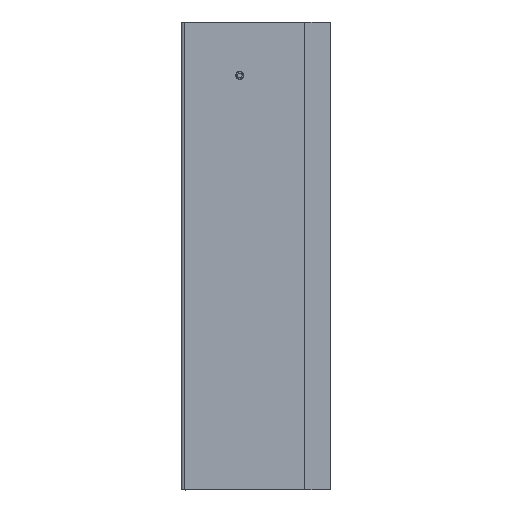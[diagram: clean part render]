
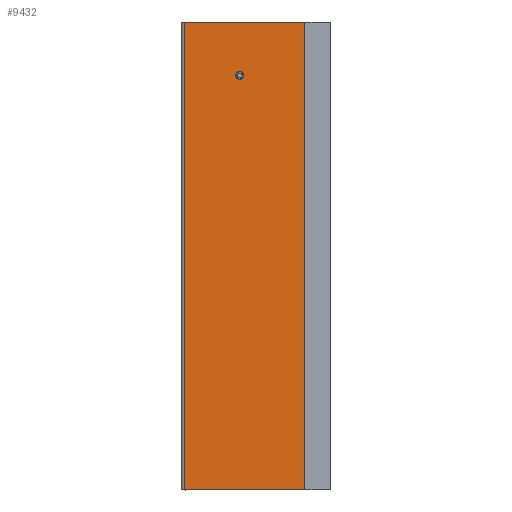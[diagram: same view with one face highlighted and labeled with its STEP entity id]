
A CAD part, left-side view. The second image highlights one B-rep face of the part: STEP entity #9432.
In plain terms, the highlighted planar face has unit normal (-1, 0, 0).
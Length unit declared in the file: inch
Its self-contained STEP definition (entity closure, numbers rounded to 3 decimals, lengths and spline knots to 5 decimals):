
#305 = VERTEX_POINT ( 'NONE', #3877 ) ;
#348 = CARTESIAN_POINT ( 'NONE',  ( -1.75, 0., 4.5 ) ) ;
#1278 = EDGE_LOOP ( 'NONE', ( #7174, #6328, #5889, #13396 ) ) ;
#2263 = DIRECTION ( 'NONE',  ( 0., 0., 1. ) ) ;
#2348 = ORIENTED_EDGE ( 'NONE', *, *, #10356, .F. ) ;
#2940 = EDGE_CURVE ( 'NONE', #3272, #12964, #12374, .T. ) ;
#3272 = VERTEX_POINT ( 'NONE', #6989 ) ;
#3441 = VECTOR ( 'NONE', #4378, 39.37008 ) ;
#3616 = DIRECTION ( 'NONE',  ( 0., 0., -1. ) ) ;
#3641 = DIRECTION ( 'NONE',  ( 0., 1., 0. ) ) ;
#3858 = VERTEX_POINT ( 'NONE', #7299 ) ;
#3877 = CARTESIAN_POINT ( 'NONE',  ( -1.75, 0., 3.5505 ) ) ;
#4216 = FACE_BOUND ( 'NONE', #8483, .T. ) ;
#4271 = CARTESIAN_POINT ( 'NONE',  ( -1.75, 1.065, 4.5 ) ) ;
#4278 = DIRECTION ( 'NONE',  ( -1., 0., 0. ) ) ;
#4378 = DIRECTION ( 'NONE',  ( 0., 0., -1. ) ) ;
#4665 = AXIS2_PLACEMENT_3D ( 'NONE', #14223, #13264, #13326 ) ;
#4699 = CARTESIAN_POINT ( 'NONE',  ( -1.75, -1.25, 4.5 ) ) ;
#5429 = VERTEX_POINT ( 'NONE', #14637 ) ;
#5621 = CIRCLE ( 'NONE', #13900, 0.0785 ) ;
#5670 = DIRECTION ( 'NONE',  ( 1., 0., 0. ) ) ;
#5889 = ORIENTED_EDGE ( 'NONE', *, *, #6284, .F. ) ;
#6284 = EDGE_CURVE ( 'NONE', #3272, #5429, #7819, .T. ) ;
#6328 = ORIENTED_EDGE ( 'NONE', *, *, #7292, .T. ) ;
#6395 = EDGE_CURVE ( 'NONE', #12964, #12948, #11826, .T. ) ;
#6712 = DIRECTION ( 'NONE',  ( 0., 1., 0. ) ) ;
#6950 = VECTOR ( 'NONE', #2263, 39.37008 ) ;
#6989 = CARTESIAN_POINT ( 'NONE',  ( -1.75, -1.25, -4.5 ) ) ;
#7174 = ORIENTED_EDGE ( 'NONE', *, *, #6395, .T. ) ;
#7292 = EDGE_CURVE ( 'NONE', #12948, #5429, #13187, .T. ) ;
#7299 = CARTESIAN_POINT ( 'NONE',  ( -1.75, 0., 3.3935 ) ) ;
#7819 = LINE ( 'NONE', #12340, #8518 ) ;
#7966 = AXIS2_PLACEMENT_3D ( 'NONE', #10087, #5670, #3616 ) ;
#8483 = EDGE_LOOP ( 'NONE', ( #2348, #11035 ) ) ;
#8518 = VECTOR ( 'NONE', #6712, 39.37008 ) ;
#8694 = FACE_OUTER_BOUND ( 'NONE', #1278, .T. ) ;
#8758 = DIRECTION ( 'NONE',  ( 0., 0., -1. ) ) ;
#9432 = ADVANCED_FACE ( 'NONE', ( #4216, #8694 ), #13235, .F. ) ;
#10087 = CARTESIAN_POINT ( 'NONE',  ( -1.75, 0., -4.5 ) ) ;
#10356 = EDGE_CURVE ( 'NONE', #3858, #305, #5621, .T. ) ;
#10543 = CIRCLE ( 'NONE', #4665, 0.0785 ) ;
#11035 = ORIENTED_EDGE ( 'NONE', *, *, #13612, .F. ) ;
#11165 = CARTESIAN_POINT ( 'NONE',  ( -1.75, 1.065, -4.5 ) ) ;
#11268 = CARTESIAN_POINT ( 'NONE',  ( -1.75, -1.25, -5.31303 ) ) ;
#11366 = VECTOR ( 'NONE', #3641, 39.37008 ) ;
#11826 = LINE ( 'NONE', #348, #11366 ) ;
#12340 = CARTESIAN_POINT ( 'NONE',  ( -1.75, 0., -4.5 ) ) ;
#12374 = LINE ( 'NONE', #11268, #6950 ) ;
#12948 = VERTEX_POINT ( 'NONE', #4271 ) ;
#12964 = VERTEX_POINT ( 'NONE', #4699 ) ;
#13187 = LINE ( 'NONE', #11165, #3441 ) ;
#13235 = PLANE ( 'NONE',  #7966 ) ;
#13264 = DIRECTION ( 'NONE',  ( -1., 0., 0. ) ) ;
#13326 = DIRECTION ( 'NONE',  ( 0., 0., -1. ) ) ;
#13396 = ORIENTED_EDGE ( 'NONE', *, *, #2940, .T. ) ;
#13428 = CARTESIAN_POINT ( 'NONE',  ( -1.75, 0., 3.472 ) ) ;
#13612 = EDGE_CURVE ( 'NONE', #305, #3858, #10543, .T. ) ;
#13900 = AXIS2_PLACEMENT_3D ( 'NONE', #13428, #4278, #8758 ) ;
#14223 = CARTESIAN_POINT ( 'NONE',  ( -1.75, 0., 3.472 ) ) ;
#14637 = CARTESIAN_POINT ( 'NONE',  ( -1.75, 1.065, -4.5 ) ) ;
